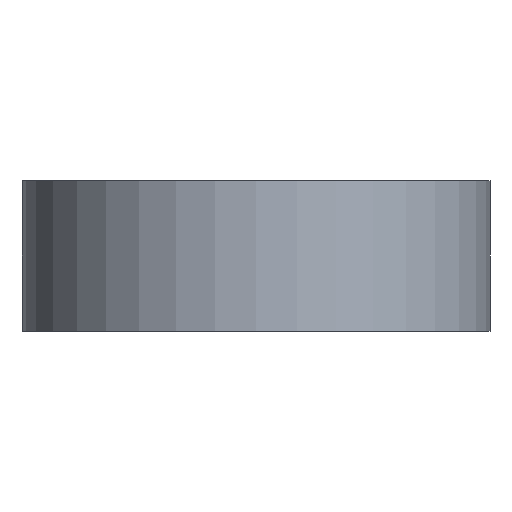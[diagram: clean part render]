
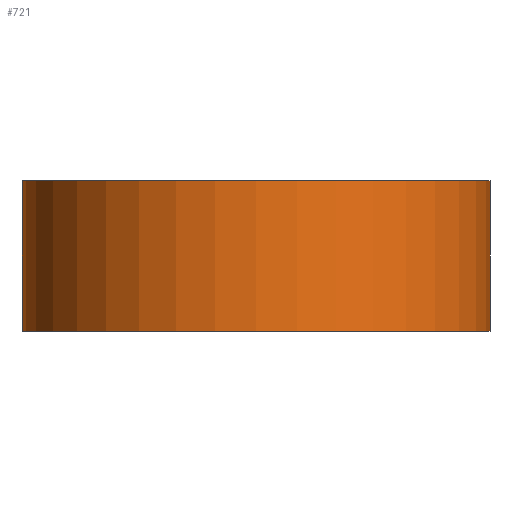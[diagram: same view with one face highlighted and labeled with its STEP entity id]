
A CAD part, front view. The second image highlights one B-rep face of the part: STEP entity #721.
In plain terms, the highlighted cylindrical face has radius 7.75 mm (diameter 15.5 mm), a partial arc.
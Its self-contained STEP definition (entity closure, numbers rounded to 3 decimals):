
#48 = ORIENTED_EDGE ( 'NONE', *, *, #73, .T. ) ;
#58 = EDGE_CURVE ( 'NONE', #505, #248, #369, .T. ) ;
#64 = DIRECTION ( 'NONE',  ( 0., 0., 1. ) ) ;
#65 = DIRECTION ( 'NONE',  ( 0., 0., -1. ) ) ;
#73 = EDGE_CURVE ( 'NONE', #711, #505, #199, .T. ) ;
#134 = DIRECTION ( 'NONE',  ( 0., 0., -1. ) ) ;
#145 = VERTEX_POINT ( 'NONE', #194 ) ;
#185 = CARTESIAN_POINT ( 'NONE',  ( -7.75, 0., 5. ) ) ;
#194 = CARTESIAN_POINT ( 'NONE',  ( 7.75, 0., 5. ) ) ;
#197 = CARTESIAN_POINT ( 'NONE',  ( 0., 0., 5. ) ) ;
#199 = LINE ( 'NONE', #185, #407 ) ;
#248 = VERTEX_POINT ( 'NONE', #768 ) ;
#260 = ORIENTED_EDGE ( 'NONE', *, *, #410, .F. ) ;
#269 = AXIS2_PLACEMENT_3D ( 'NONE', #303, #714, #719 ) ;
#282 = EDGE_LOOP ( 'NONE', ( #260, #570, #48, #724 ) ) ;
#295 = AXIS2_PLACEMENT_3D ( 'NONE', #606, #64, #546 ) ;
#303 = CARTESIAN_POINT ( 'NONE',  ( 0., 0., 5. ) ) ;
#355 = CYLINDRICAL_SURFACE ( 'NONE', #269, 7.75 ) ;
#358 = AXIS2_PLACEMENT_3D ( 'NONE', #197, #672, #553 ) ;
#369 = CIRCLE ( 'NONE', #295, 7.75 ) ;
#375 = EDGE_CURVE ( 'NONE', #711, #145, #524, .T. ) ;
#377 = CARTESIAN_POINT ( 'NONE',  ( 7.75, 0., 5. ) ) ;
#407 = VECTOR ( 'NONE', #65, 1000. ) ;
#410 = EDGE_CURVE ( 'NONE', #145, #248, #610, .T. ) ;
#472 = FACE_OUTER_BOUND ( 'NONE', #282, .T. ) ;
#505 = VERTEX_POINT ( 'NONE', #742 ) ;
#524 = CIRCLE ( 'NONE', #358, 7.75 ) ;
#546 = DIRECTION ( 'NONE',  ( 1., 0., 0. ) ) ;
#553 = DIRECTION ( 'NONE',  ( 1., 0., 0. ) ) ;
#570 = ORIENTED_EDGE ( 'NONE', *, *, #375, .F. ) ;
#606 = CARTESIAN_POINT ( 'NONE',  ( 0., 0., 0. ) ) ;
#610 = LINE ( 'NONE', #377, #685 ) ;
#672 = DIRECTION ( 'NONE',  ( 0., 0., 1. ) ) ;
#685 = VECTOR ( 'NONE', #134, 1000. ) ;
#711 = VERTEX_POINT ( 'NONE', #775 ) ;
#714 = DIRECTION ( 'NONE',  ( 0., 0., -1. ) ) ;
#719 = DIRECTION ( 'NONE',  ( -1., 0., 0. ) ) ;
#721 = ADVANCED_FACE ( 'NONE', ( #472 ), #355, .T. ) ;
#724 = ORIENTED_EDGE ( 'NONE', *, *, #58, .T. ) ;
#742 = CARTESIAN_POINT ( 'NONE',  ( -7.75, 0., 0. ) ) ;
#768 = CARTESIAN_POINT ( 'NONE',  ( 7.75, 0., 0. ) ) ;
#775 = CARTESIAN_POINT ( 'NONE',  ( -7.75, 0., 5. ) ) ;
